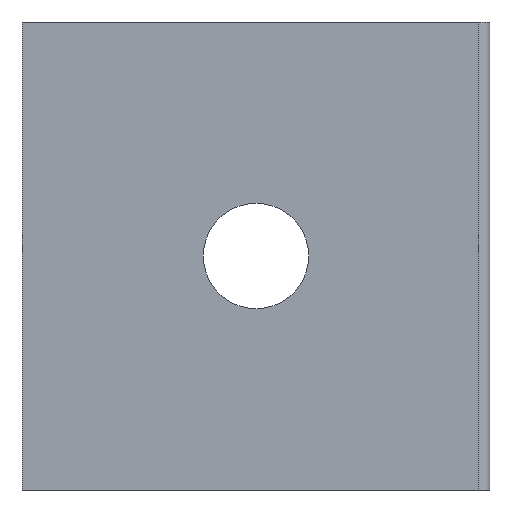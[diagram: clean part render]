
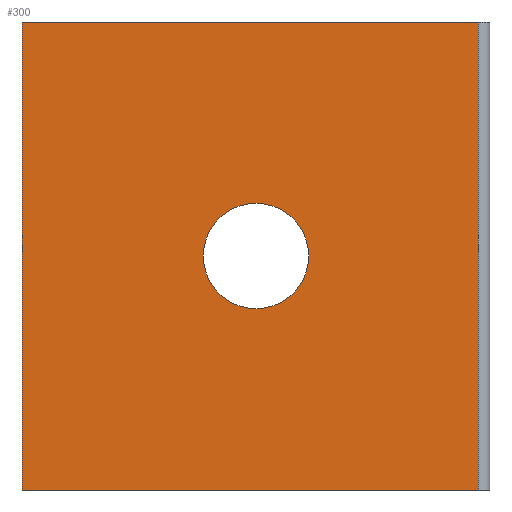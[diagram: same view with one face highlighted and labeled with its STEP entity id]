
A CAD part, left-side view. The second image highlights one B-rep face of the part: STEP entity #300.
In plain terms, the highlighted planar face has unit normal (-1, 0, 0).
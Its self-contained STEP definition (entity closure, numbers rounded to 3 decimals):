
#4 = LINE ( 'NONE', #100, #531 ) ;
#17 = DIRECTION ( 'NONE',  ( 0., 0., -1. ) ) ;
#20 = EDGE_CURVE ( 'NONE', #463, #543, #355, .T. ) ;
#55 = FACE_OUTER_BOUND ( 'NONE', #70, .T. ) ;
#64 = CIRCLE ( 'NONE', #388, 4.5 ) ;
#68 = EDGE_CURVE ( 'NONE', #147, #137, #64, .T. ) ;
#70 = EDGE_LOOP ( 'NONE', ( #241, #479, #385, #444 ) ) ;
#72 = CARTESIAN_POINT ( 'NONE',  ( -11.609, -17.933, 20. ) ) ;
#88 = DIRECTION ( 'NONE',  ( 0., 1., 0. ) ) ;
#95 = EDGE_CURVE ( 'NONE', #543, #249, #4, .T. ) ;
#100 = CARTESIAN_POINT ( 'NONE',  ( -11.609, -33.433, 0. ) ) ;
#108 = EDGE_CURVE ( 'NONE', #337, #463, #283, .T. ) ;
#130 = CARTESIAN_POINT ( 'NONE',  ( -11.609, 6.567, 40. ) ) ;
#131 = VECTOR ( 'NONE', #17, 1000. ) ;
#133 = DIRECTION ( 'NONE',  ( 1., 0., 0. ) ) ;
#137 = VERTEX_POINT ( 'NONE', #150 ) ;
#147 = VERTEX_POINT ( 'NONE', #72 ) ;
#150 = CARTESIAN_POINT ( 'NONE',  ( -11.609, -8.933, 20. ) ) ;
#159 = CARTESIAN_POINT ( 'NONE',  ( -11.609, -32.433, 40. ) ) ;
#201 = EDGE_CURVE ( 'NONE', #249, #337, #240, .T. ) ;
#202 = FACE_BOUND ( 'NONE', #217, .T. ) ;
#217 = EDGE_LOOP ( 'NONE', ( #284, #438 ) ) ;
#221 = CARTESIAN_POINT ( 'NONE',  ( -11.609, -13.433, 20. ) ) ;
#222 = CIRCLE ( 'NONE', #304, 4.5 ) ;
#223 = CARTESIAN_POINT ( 'NONE',  ( -11.609, -13.433, 20. ) ) ;
#236 = PLANE ( 'NONE',  #549 ) ;
#240 = LINE ( 'NONE', #311, #350 ) ;
#241 = ORIENTED_EDGE ( 'NONE', *, *, #108, .T. ) ;
#249 = VERTEX_POINT ( 'NONE', #367 ) ;
#283 = LINE ( 'NONE', #347, #380 ) ;
#284 = ORIENTED_EDGE ( 'NONE', *, *, #512, .T. ) ;
#300 = ADVANCED_FACE ( 'NONE', ( #202, #55 ), #236, .T. ) ;
#303 = DIRECTION ( 'NONE',  ( 0., 1., 0. ) ) ;
#304 = AXIS2_PLACEMENT_3D ( 'NONE', #221, #133, #88 ) ;
#311 = CARTESIAN_POINT ( 'NONE',  ( -11.609, -32.433, 0. ) ) ;
#323 = DIRECTION ( 'NONE',  ( -1., 0., 0. ) ) ;
#337 = VERTEX_POINT ( 'NONE', #159 ) ;
#347 = CARTESIAN_POINT ( 'NONE',  ( -11.609, -33.433, 40. ) ) ;
#350 = VECTOR ( 'NONE', #361, 1000. ) ;
#351 = CARTESIAN_POINT ( 'NONE',  ( -11.609, 6.567, 0. ) ) ;
#355 = LINE ( 'NONE', #481, #131 ) ;
#361 = DIRECTION ( 'NONE',  ( 0., 0., 1. ) ) ;
#367 = CARTESIAN_POINT ( 'NONE',  ( -11.609, -32.433, 0. ) ) ;
#380 = VECTOR ( 'NONE', #303, 1000. ) ;
#385 = ORIENTED_EDGE ( 'NONE', *, *, #95, .T. ) ;
#388 = AXIS2_PLACEMENT_3D ( 'NONE', #223, #475, #517 ) ;
#398 = DIRECTION ( 'NONE',  ( 0., -1., 0. ) ) ;
#438 = ORIENTED_EDGE ( 'NONE', *, *, #68, .T. ) ;
#444 = ORIENTED_EDGE ( 'NONE', *, *, #201, .T. ) ;
#463 = VERTEX_POINT ( 'NONE', #130 ) ;
#475 = DIRECTION ( 'NONE',  ( 1., 0., 0. ) ) ;
#479 = ORIENTED_EDGE ( 'NONE', *, *, #20, .T. ) ;
#481 = CARTESIAN_POINT ( 'NONE',  ( -11.609, 6.567, 0. ) ) ;
#496 = DIRECTION ( 'NONE',  ( 0., 0., 1. ) ) ;
#512 = EDGE_CURVE ( 'NONE', #137, #147, #222, .T. ) ;
#517 = DIRECTION ( 'NONE',  ( 0., 1., 0. ) ) ;
#531 = VECTOR ( 'NONE', #398, 1000. ) ;
#543 = VERTEX_POINT ( 'NONE', #351 ) ;
#544 = CARTESIAN_POINT ( 'NONE',  ( -11.609, -33.433, 0. ) ) ;
#549 = AXIS2_PLACEMENT_3D ( 'NONE', #544, #323, #496 ) ;
